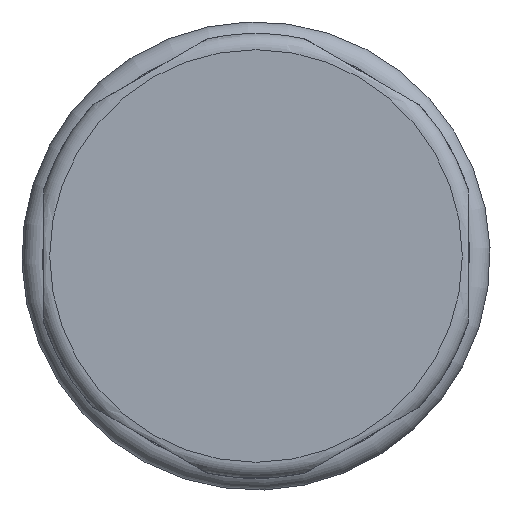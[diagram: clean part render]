
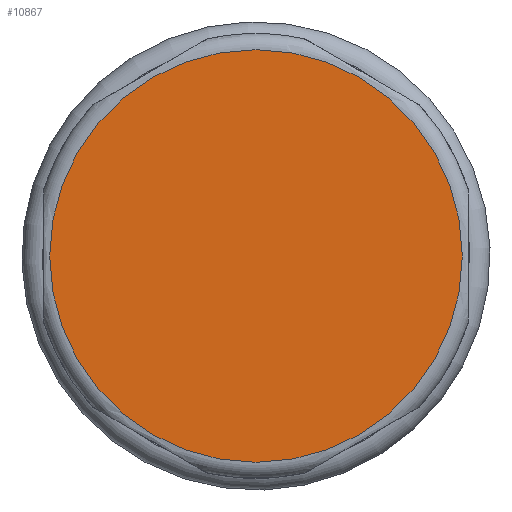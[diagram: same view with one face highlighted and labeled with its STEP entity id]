
A CAD part, left-side view. The second image highlights one B-rep face of the part: STEP entity #10867.
In plain terms, the highlighted planar face has unit normal (-1, 0, 0).
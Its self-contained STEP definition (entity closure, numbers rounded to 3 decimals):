
#511=PLANE('',#11357);
#1092=FACE_OUTER_BOUND('',#1711,.T.);
#1711=EDGE_LOOP('',(#9364,#9365));
#3850=CIRCLE('',#11358,10.2);
#3851=CIRCLE('',#11359,10.2);
#4888=VERTEX_POINT('',#81414);
#4889=VERTEX_POINT('',#81415);
#6406=EDGE_CURVE('',#4888,#4889,#3850,.T.);
#6407=EDGE_CURVE('',#4889,#4888,#3851,.T.);
#9364=ORIENTED_EDGE('',*,*,#6406,.F.);
#9365=ORIENTED_EDGE('',*,*,#6407,.F.);
#10867=ADVANCED_FACE('',(#1092),#511,.T.);
#11357=AXIS2_PLACEMENT_3D('',#81413,#12878,#12879);
#11358=AXIS2_PLACEMENT_3D('',#81416,#12880,#12881);
#11359=AXIS2_PLACEMENT_3D('',#81417,#12882,#12883);
#12878=DIRECTION('center_axis',(-1.,0.,0.));
#12879=DIRECTION('ref_axis',(0.,0.,1.));
#12880=DIRECTION('center_axis',(1.,0.,0.));
#12881=DIRECTION('ref_axis',(0.,-1.,0.));
#12882=DIRECTION('center_axis',(1.,0.,0.));
#12883=DIRECTION('ref_axis',(0.,-1.,0.));
#81413=CARTESIAN_POINT('Origin',(0.,8.75,0.));
#81414=CARTESIAN_POINT('',(0.,10.2,0.));
#81415=CARTESIAN_POINT('',(0.,0.,10.2));
#81416=CARTESIAN_POINT('Origin',(0.,0.,0.));
#81417=CARTESIAN_POINT('Origin',(0.,0.,0.));
